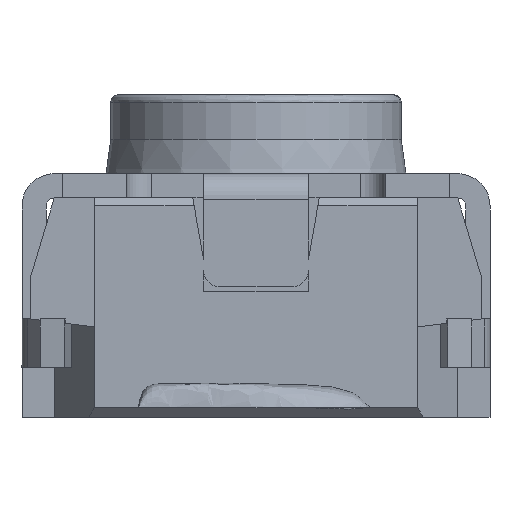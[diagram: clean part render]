
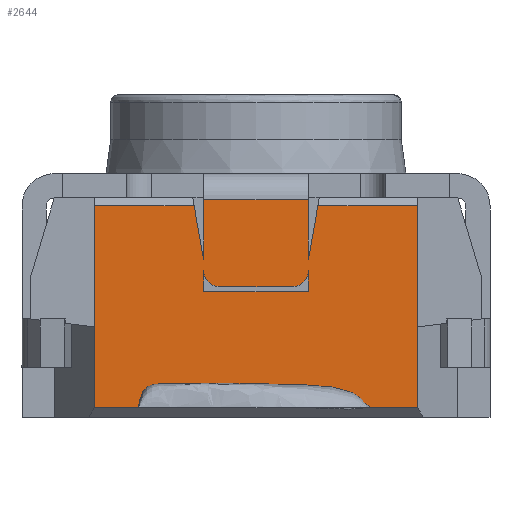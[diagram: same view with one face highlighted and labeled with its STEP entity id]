
A CAD part, left-side view. The second image highlights one B-rep face of the part: STEP entity #2644.
In plain terms, the highlighted planar face has unit normal (-1, 0, 0).
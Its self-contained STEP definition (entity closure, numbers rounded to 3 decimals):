
#1294 = VERTEX_POINT('',#1295);
#1295 = CARTESIAN_POINT('',(-1.95,-0.325,1.35));
#1302 = EDGE_CURVE('',#1294,#1303,#1305,.T.);
#1303 = VERTEX_POINT('',#1304);
#1304 = CARTESIAN_POINT('',(-1.95,-0.325,0.98));
#1305 = LINE('',#1306,#1307);
#1306 = CARTESIAN_POINT('',(-1.95,-0.325,0.78));
#1307 = VECTOR('',#1308,1.);
#1308 = DIRECTION('',(0.,0.,-1.));
#1349 = EDGE_CURVE('',#1350,#1294,#1352,.T.);
#1350 = VERTEX_POINT('',#1351);
#1351 = CARTESIAN_POINT('',(-1.95,0.325,1.35));
#1352 = LINE('',#1353,#1354);
#1353 = CARTESIAN_POINT('',(-1.95,1.25,1.35));
#1354 = VECTOR('',#1355,1.);
#1355 = DIRECTION('',(0.,-1.,0.));
#1408 = VERTEX_POINT('',#1409);
#1409 = CARTESIAN_POINT('',(-1.95,0.325,0.98));
#1415 = EDGE_CURVE('',#1350,#1408,#1416,.T.);
#1416 = LINE('',#1417,#1418);
#1417 = CARTESIAN_POINT('',(-1.95,0.325,1.51));
#1418 = VECTOR('',#1419,1.);
#1419 = DIRECTION('',(0.,0.,-1.));
#2496 = VERTEX_POINT('',#2497);
#2497 = CARTESIAN_POINT('',(-1.95,-0.383,1.31));
#2520 = EDGE_CURVE('',#2496,#1303,#2521,.T.);
#2521 = LINE('',#2522,#2523);
#2522 = CARTESIAN_POINT('',(-1.95,-0.325,0.98));
#2523 = VECTOR('',#2524,1.);
#2524 = DIRECTION('',(0.,0.174,-0.985));
#2627 = VERTEX_POINT('',#2628);
#2628 = CARTESIAN_POINT('',(-1.95,0.383,1.31));
#2634 = EDGE_CURVE('',#1408,#2627,#2635,.T.);
#2635 = LINE('',#2636,#2637);
#2636 = CARTESIAN_POINT('',(-1.95,0.325,0.98));
#2637 = VECTOR('',#2638,1.);
#2638 = DIRECTION('',(0.,0.174,0.985));
#2644 = ADVANCED_FACE('',(#2645,#2690),#2742,.F.);
#2645 = FACE_BOUND('',#2646,.T.);
#2646 = EDGE_LOOP('',(#2647,#2657,#2665,#2671,#2672,#2673,#2674,#2675,
    #2676,#2684));
#2647 = ORIENTED_EDGE('',*,*,#2648,.T.);
#2648 = EDGE_CURVE('',#2649,#2651,#2653,.T.);
#2649 = VERTEX_POINT('',#2650);
#2650 = CARTESIAN_POINT('',(-1.95,1.,0.06));
#2651 = VERTEX_POINT('',#2652);
#2652 = CARTESIAN_POINT('',(-1.95,-1.,0.06));
#2653 = LINE('',#2654,#2655);
#2654 = CARTESIAN_POINT('',(-1.95,0.,0.06));
#2655 = VECTOR('',#2656,1.);
#2656 = DIRECTION('',(0.,-1.,0.));
#2657 = ORIENTED_EDGE('',*,*,#2658,.F.);
#2658 = EDGE_CURVE('',#2659,#2651,#2661,.T.);
#2659 = VERTEX_POINT('',#2660);
#2660 = CARTESIAN_POINT('',(-1.95,-1.,1.31));
#2661 = LINE('',#2662,#2663);
#2662 = CARTESIAN_POINT('',(-1.95,-1.,0.78));
#2663 = VECTOR('',#2664,1.);
#2664 = DIRECTION('',(0.,0.,-1.));
#2665 = ORIENTED_EDGE('',*,*,#2666,.F.);
#2666 = EDGE_CURVE('',#2496,#2659,#2667,.T.);
#2667 = LINE('',#2668,#2669);
#2668 = CARTESIAN_POINT('',(-1.95,1.25,1.31));
#2669 = VECTOR('',#2670,1.);
#2670 = DIRECTION('',(0.,-1.,0.));
#2671 = ORIENTED_EDGE('',*,*,#2520,.T.);
#2672 = ORIENTED_EDGE('',*,*,#1302,.F.);
#2673 = ORIENTED_EDGE('',*,*,#1349,.F.);
#2674 = ORIENTED_EDGE('',*,*,#1415,.T.);
#2675 = ORIENTED_EDGE('',*,*,#2634,.T.);
#2676 = ORIENTED_EDGE('',*,*,#2677,.F.);
#2677 = EDGE_CURVE('',#2678,#2627,#2680,.T.);
#2678 = VERTEX_POINT('',#2679);
#2679 = CARTESIAN_POINT('',(-1.95,1.,1.31));
#2680 = LINE('',#2681,#2682);
#2681 = CARTESIAN_POINT('',(-1.95,1.25,1.31));
#2682 = VECTOR('',#2683,1.);
#2683 = DIRECTION('',(0.,-1.,0.));
#2684 = ORIENTED_EDGE('',*,*,#2685,.F.);
#2685 = EDGE_CURVE('',#2649,#2678,#2686,.T.);
#2686 = LINE('',#2687,#2688);
#2687 = CARTESIAN_POINT('',(-1.95,1.,0.78));
#2688 = VECTOR('',#2689,1.);
#2689 = DIRECTION('',(0.,0.,1.));
#2690 = FACE_BOUND('',#2691,.T.);
#2691 = EDGE_LOOP('',(#2692,#2702,#2711,#2719,#2727,#2735));
#2692 = ORIENTED_EDGE('',*,*,#2693,.F.);
#2693 = EDGE_CURVE('',#2694,#2696,#2698,.T.);
#2694 = VERTEX_POINT('',#2695);
#2695 = CARTESIAN_POINT('',(-1.95,-0.225,0.81));
#2696 = VERTEX_POINT('',#2697);
#2697 = CARTESIAN_POINT('',(-1.95,0.225,0.81));
#2698 = LINE('',#2699,#2700);
#2699 = CARTESIAN_POINT('',(-1.95,1.25,0.81));
#2700 = VECTOR('',#2701,1.);
#2701 = DIRECTION('',(0.,1.,0.));
#2702 = ORIENTED_EDGE('',*,*,#2703,.F.);
#2703 = EDGE_CURVE('',#2704,#2694,#2706,.T.);
#2704 = VERTEX_POINT('',#2705);
#2705 = CARTESIAN_POINT('',(-1.95,-0.325,0.91));
#2706 = CIRCLE('',#2707,0.1);
#2707 = AXIS2_PLACEMENT_3D('',#2708,#2709,#2710);
#2708 = CARTESIAN_POINT('',(-1.95,-0.225,0.91));
#2709 = DIRECTION('',(1.,0.,0.));
#2710 = DIRECTION('',(0.,0.,-1.));
#2711 = ORIENTED_EDGE('',*,*,#2712,.F.);
#2712 = EDGE_CURVE('',#2713,#2704,#2715,.T.);
#2713 = VERTEX_POINT('',#2714);
#2714 = CARTESIAN_POINT('',(-1.95,-0.325,0.78));
#2715 = LINE('',#2716,#2717);
#2716 = CARTESIAN_POINT('',(-1.95,-0.325,0.78));
#2717 = VECTOR('',#2718,1.);
#2718 = DIRECTION('',(0.,0.,1.));
#2719 = ORIENTED_EDGE('',*,*,#2720,.F.);
#2720 = EDGE_CURVE('',#2721,#2713,#2723,.T.);
#2721 = VERTEX_POINT('',#2722);
#2722 = CARTESIAN_POINT('',(-1.95,0.325,0.78));
#2723 = LINE('',#2724,#2725);
#2724 = CARTESIAN_POINT('',(-1.95,1.25,0.78));
#2725 = VECTOR('',#2726,1.);
#2726 = DIRECTION('',(0.,-1.,0.));
#2727 = ORIENTED_EDGE('',*,*,#2728,.F.);
#2728 = EDGE_CURVE('',#2729,#2721,#2731,.T.);
#2729 = VERTEX_POINT('',#2730);
#2730 = CARTESIAN_POINT('',(-1.95,0.325,0.91));
#2731 = LINE('',#2732,#2733);
#2732 = CARTESIAN_POINT('',(-1.95,0.325,0.78));
#2733 = VECTOR('',#2734,1.);
#2734 = DIRECTION('',(0.,0.,-1.));
#2735 = ORIENTED_EDGE('',*,*,#2736,.F.);
#2736 = EDGE_CURVE('',#2696,#2729,#2737,.T.);
#2737 = CIRCLE('',#2738,0.1);
#2738 = AXIS2_PLACEMENT_3D('',#2739,#2740,#2741);
#2739 = CARTESIAN_POINT('',(-1.95,0.225,0.91));
#2740 = DIRECTION('',(1.,0.,0.));
#2741 = DIRECTION('',(0.,0.,-1.));
#2742 = PLANE('',#2743);
#2743 = AXIS2_PLACEMENT_3D('',#2744,#2745,#2746);
#2744 = CARTESIAN_POINT('',(-1.95,1.25,0.78));
#2745 = DIRECTION('',(1.,0.,0.));
#2746 = DIRECTION('',(0.,1.,0.));
